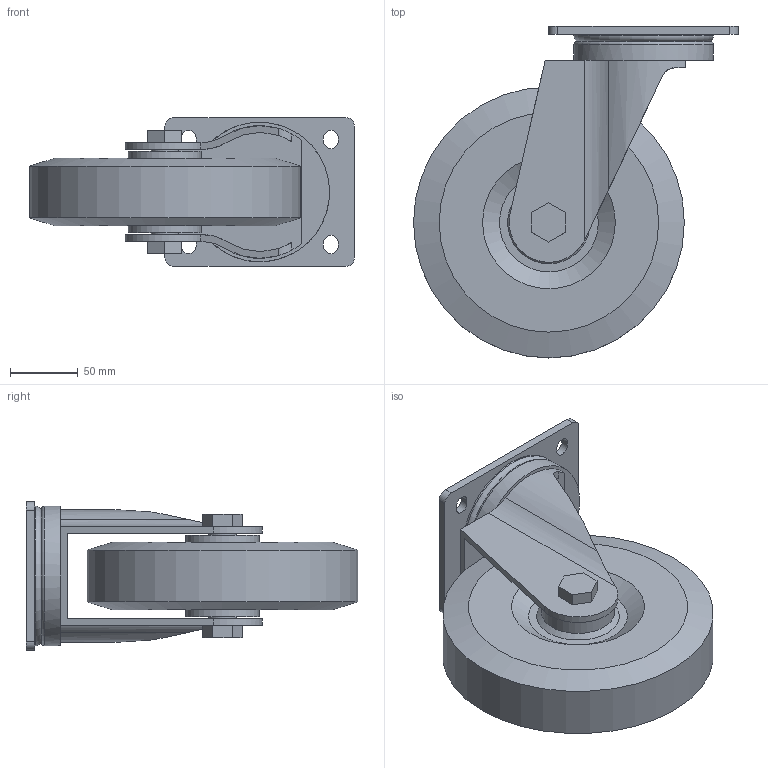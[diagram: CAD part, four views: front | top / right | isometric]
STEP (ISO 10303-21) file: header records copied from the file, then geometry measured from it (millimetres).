
FILE_DESCRIPTION(/* description */ ('STEP AP203'),/* implementation_level */ '2;1');
FILE_NAME(/* name */ 'K1768.200500',/* time_stamp */ '2025-06-24T16:13:03+02:00',/* author */ ('License CC BY-ND 4.0'),/* organization */ ('CADENAS'),/* preprocessor_version */ 'ST-DEVELOPER v19.3',/* originating_system */ 'PARTsolutions',/* authorisation */ ' ');
FILE_SCHEMA (('CONFIG_CONTROL_DESIGN'));
Length unit declared in the file: millimetre
Products named in the file (1): K1768.200500
Bounding box: 240 x 245 x 110 mm (x, y, z)
Volume: 1880075 mm3; surface area: 185128.4 mm2
Topology: 1 solids, 1 shells, 85 faces, 213 edges, 140 vertices
Faces by surface type: plane 46, cylinder 31, cone 6, torus 2
Full cylindrical faces by diameter (mm): 20.02 x2, 54 x2, 103.04 x2, 200 x1
Entity records: 2536 total; most frequent: CARTESIAN_POINT 452, DIRECTION 436, ORIENTED_EDGE 394, EDGE_CURVE 197, AXIS2_PLACEMENT_3D 159, VERTEX_POINT 139, EDGE_LOOP 120, FACE_BOUND 120
